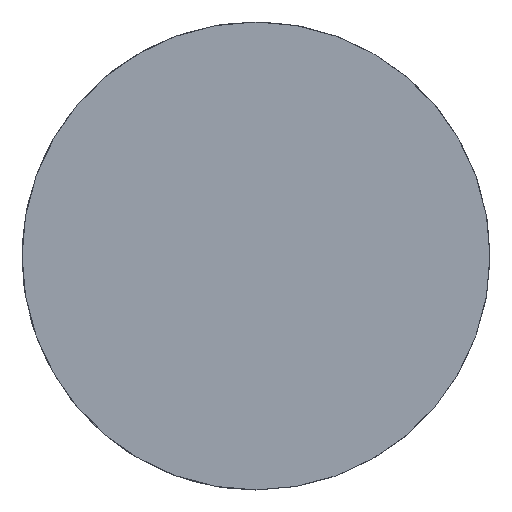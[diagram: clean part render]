
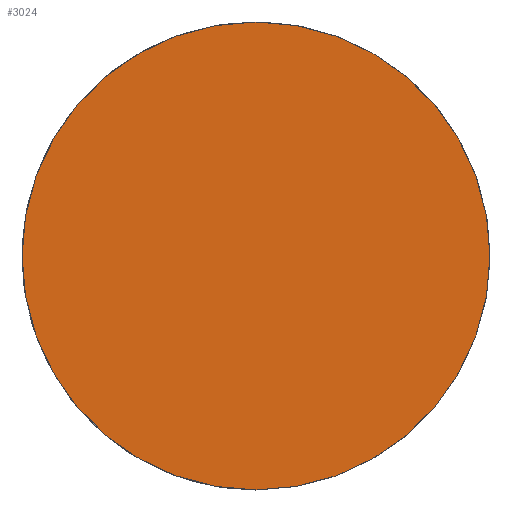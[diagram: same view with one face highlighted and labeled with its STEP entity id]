
A CAD part, top view. The second image highlights one B-rep face of the part: STEP entity #3024.
In plain terms, the highlighted planar face has unit normal (0, 0, 1).
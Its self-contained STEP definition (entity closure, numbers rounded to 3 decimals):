
#90=CIRCLE('',#3222,12.5);
#91=CIRCLE('',#3223,12.5);
#157=FACE_OUTER_BOUND('',#320,.T.);
#320=EDGE_LOOP('',(#2044,#2045));
#1271=VERTEX_POINT('',#4409);
#1272=VERTEX_POINT('',#4410);
#1574=EDGE_CURVE('',#1271,#1272,#90,.T.);
#1575=EDGE_CURVE('',#1272,#1271,#91,.T.);
#2044=ORIENTED_EDGE('',*,*,#1574,.F.);
#2045=ORIENTED_EDGE('',*,*,#1575,.F.);
#2894=PLANE('',#3221);
#3024=ADVANCED_FACE('',(#157),#2894,.T.);
#3221=AXIS2_PLACEMENT_3D('',#4408,#3489,#3490);
#3222=AXIS2_PLACEMENT_3D('',#4411,#3491,#3492);
#3223=AXIS2_PLACEMENT_3D('',#4412,#3493,#3494);
#3489=DIRECTION('center_axis',(0.,0.,
1.));
#3490=DIRECTION('ref_axis',(-1.,0.,0.));
#3491=DIRECTION('center_axis',(0.,0.,
-1.));
#3492=DIRECTION('ref_axis',(0.,1.,0.));
#3493=DIRECTION('center_axis',(0.,0.,
-1.));
#3494=DIRECTION('ref_axis',(0.,1.,0.));
#4408=CARTESIAN_POINT('Origin',(0.,6.25,191.146));
#4409=CARTESIAN_POINT('',(0.,12.5,191.146));
#4410=CARTESIAN_POINT('',(0.,-12.5,191.146));
#4411=CARTESIAN_POINT('Origin',(0.,0.,
191.146));
#4412=CARTESIAN_POINT('Origin',(0.,0.,
191.146));
